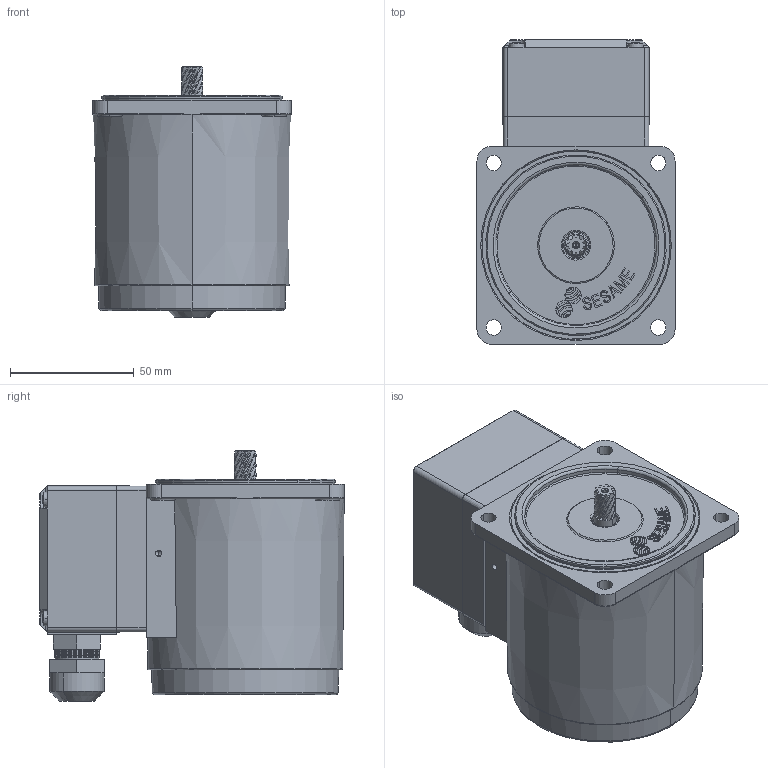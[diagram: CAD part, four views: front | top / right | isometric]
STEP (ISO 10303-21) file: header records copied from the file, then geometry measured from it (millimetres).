
FILE_DESCRIPTION (( 'STEP AP203' ), '1' );
FILE_NAME ('4IK25GN-¡¼Ts-5C051¡¼4000Z0.STEP', '2017-10-16T10:15:51', ( '' ), ( '' ), 'SwSTEP 2.0', 'SolidWorks 2010', '' );
FILE_SCHEMA (( 'CONFIG_CONTROL_DESIGN' ));
Length unit declared in the file: millimetre
Products named in the file (10): 成品180度; 圓頭十字螺絲 M3 x 40 --40N_JIS B 1111 Binding head screw M3 x 40 --40N; 25GN_Default; 4IK25GN-〖Ts-5C051〖4000Z0; M425TsA_成品; C475-C473_C475成品-車工; Ts下蓋; Ts下墊片; Ts上蓋; 出線頭 Ver.2
Assembly tree (12 placements, depth 3):
  4IK25GN-〖Ts-5C051〖4000Z0
    成品180度
      出線頭 Ver.2
      圓頭十字螺絲 M3 x 40 --40N_JIS B 1111 Binding head screw M3 x 40 --40N  x4
      Ts上蓋
      Ts下蓋
      Ts下墊片
    25GN_Default
    C475-C473_C475成品-車工
    M425TsA_成品
Bounding box: 80 x 123 x 101.25 mm (x, y, z)
Volume: 255589.7 mm3; surface area: 101320.6 mm2
Topology: 11 solids, 11 shells, 2687 faces, 7060 edges, 4436 vertices
Faces by surface type: cone 1344, cylinder 939, plane 281, bspline 65, torus 50, sphere 8
Entity records: 42246 total; most frequent: CARTESIAN_POINT 11570, DIRECTION 6671, ORIENTED_EDGE 6080, EDGE_CURVE 3040, AXIS2_PLACEMENT_3D 2679, VERTEX_POINT 1931, CIRCLE 1553, LINE 1313
